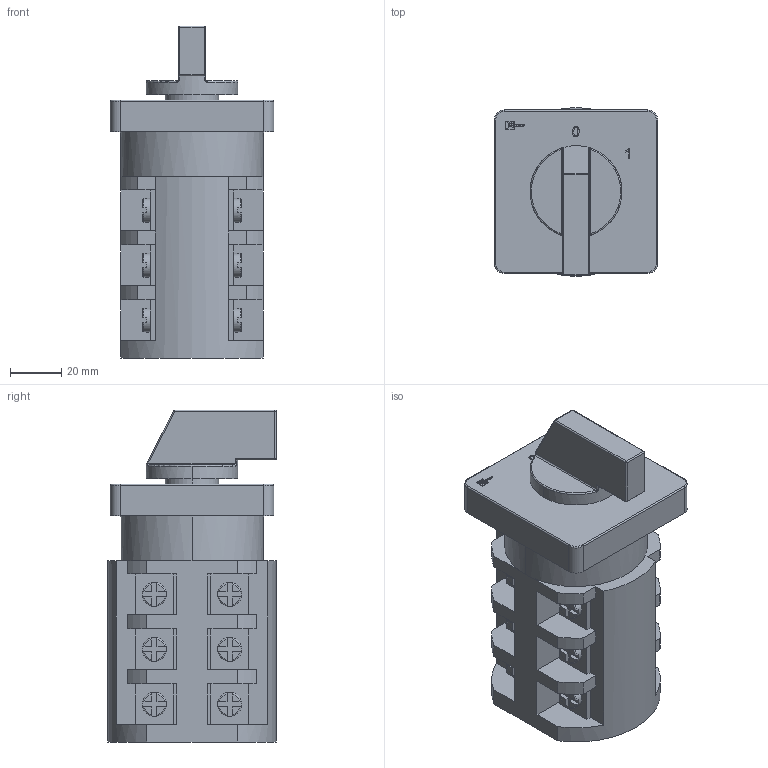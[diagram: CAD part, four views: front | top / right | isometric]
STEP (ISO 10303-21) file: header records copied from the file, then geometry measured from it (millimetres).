
FILE_DESCRIPTION (( 'STEP AP203' ), '1' );
FILE_NAME ('ﾏﾊ-1-13 63ﾀ 3ﾐ (pk-1-13-63).STEP', '2018-09-04T06:45:47', ( '' ), ( '' ), 'SwSTEP 2.0', 'SolidWorks 2017', '' );
FILE_SCHEMA (( 'CONFIG_CONTROL_DESIGN' ));
Length unit declared in the file: millimetre
Products named in the file (1): ﾏﾊ-1-13 63ﾀ 3ﾐ (pk-1-13-63)
Bounding box: 64 x 66 x 130 mm (x, y, z)
Volume: 293840.9 mm3; surface area: 43642.9 mm2
Topology: 1 solids, 1 shells, 528 faces, 1450 edges, 951 vertices
Faces by surface type: plane 344, cylinder 89, torus 55, bspline 34, sphere 6
Entity records: 18384 total; most frequent: CARTESIAN_POINT 5039, ORIENTED_EDGE 2892, DIRECTION 2596, EDGE_CURVE 1446, VERTEX_POINT 951, LINE 940, VECTOR 940, AXIS2_PLACEMENT_3D 828
